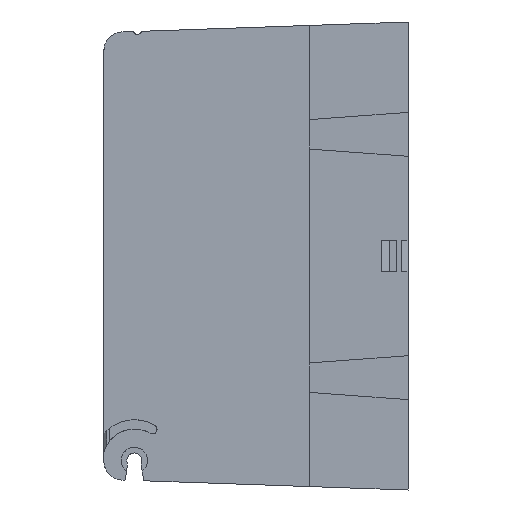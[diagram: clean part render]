
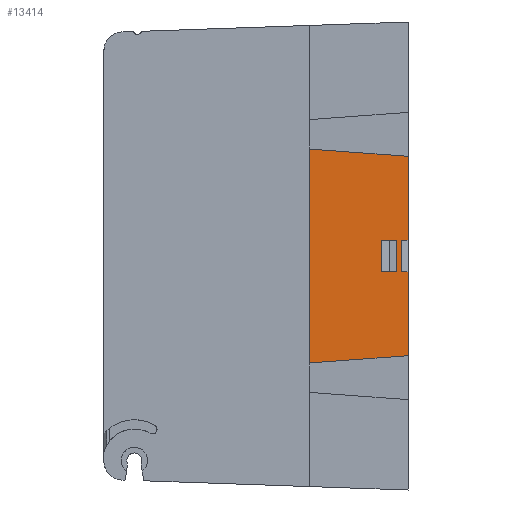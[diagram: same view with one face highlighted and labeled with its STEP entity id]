
A CAD part, left-side view. The second image highlights one B-rep face of the part: STEP entity #13414.
In plain terms, the highlighted planar face has unit normal (1, 0, 0).
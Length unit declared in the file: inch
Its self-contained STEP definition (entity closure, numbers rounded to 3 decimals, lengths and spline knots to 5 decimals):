
#127 = VERTEX_POINT ( 'NONE', #1856 ) ;
#290 = CARTESIAN_POINT ( 'NONE',  ( -0.9242, -1.5184, -0.17 ) ) ;
#782 = CARTESIAN_POINT ( 'NONE',  ( -0.9242, -1.8, -0.17 ) ) ;
#825 = CARTESIAN_POINT ( 'NONE',  ( -0.9242, -1.73, 0.17 ) ) ;
#915 = ORIENTED_EDGE ( 'NONE', *, *, #10374, .F. ) ;
#967 = DIRECTION ( 'NONE',  ( 0., 0., 1. ) ) ;
#1058 = EDGE_CURVE ( 'NONE', #127, #2748, #7290, .T. ) ;
#1064 = LINE ( 'NONE', #8671, #4858 ) ;
#1187 = EDGE_CURVE ( 'NONE', #3219, #18816, #9541, .T. ) ;
#1199 = FACE_OUTER_BOUND ( 'NONE', #6559, .T. ) ;
#1361 = EDGE_CURVE ( 'NONE', #2748, #13109, #9876, .T. ) ;
#1463 = VECTOR ( 'NONE', #12709, 39.37008 ) ;
#1856 = CARTESIAN_POINT ( 'NONE',  ( -0.9242, -1.68, 0.17 ) ) ;
#2341 = LINE ( 'NONE', #7727, #2399 ) ;
#2399 = VECTOR ( 'NONE', #7221, 39.37008 ) ;
#2580 = DIRECTION ( 'NONE',  ( 0., -1., 0. ) ) ;
#2748 = VERTEX_POINT ( 'NONE', #23741 ) ;
#3219 = VERTEX_POINT ( 'NONE', #782 ) ;
#3323 = CARTESIAN_POINT ( 'NONE',  ( -0.9242, -0.75, 0.17 ) ) ;
#3356 = ORIENTED_EDGE ( 'NONE', *, *, #25160, .F. ) ;
#3443 = ORIENTED_EDGE ( 'NONE', *, *, #3941, .F. ) ;
#3710 = ORIENTED_EDGE ( 'NONE', *, *, #20899, .F. ) ;
#3801 = DIRECTION ( 'NONE',  ( 0., 1., 0. ) ) ;
#3904 = CARTESIAN_POINT ( 'NONE',  ( -0.9242, -0.75, -0.17 ) ) ;
#3916 = CARTESIAN_POINT ( 'NONE',  ( -0.9242, -1.8, 0.17 ) ) ;
#3941 = EDGE_CURVE ( 'NONE', #11611, #3219, #14234, .T. ) ;
#4063 = VECTOR ( 'NONE', #13248, 39.37008 ) ;
#4295 = LINE ( 'NONE', #13614, #4063 ) ;
#4679 = VERTEX_POINT ( 'NONE', #3916 ) ;
#4858 = VECTOR ( 'NONE', #8617, 39.37008 ) ;
#6049 = DIRECTION ( 'NONE',  ( 0., 1., 0. ) ) ;
#6132 = VECTOR ( 'NONE', #6434, 39.37008 ) ;
#6142 = CARTESIAN_POINT ( 'NONE',  ( -0.9242, -1.73, -0.17 ) ) ;
#6256 = CARTESIAN_POINT ( 'NONE',  ( -0.9242, -0.75, -0.17 ) ) ;
#6418 = CARTESIAN_POINT ( 'NONE',  ( -0.9242, -0.75, -4.87979 ) ) ;
#6434 = DIRECTION ( 'NONE',  ( 0., -0.997, 0.074 ) ) ;
#6516 = DIRECTION ( 'NONE',  ( 0., 0., -1. ) ) ;
#6558 = CARTESIAN_POINT ( 'NONE',  ( -0.9242, -0.75, -1.14282 ) ) ;
#6559 = EDGE_LOOP ( 'NONE', ( #25184, #3443, #9122, #3356, #18865, #11831, #7449, #915 ) ) ;
#6661 = ORIENTED_EDGE ( 'NONE', *, *, #1361, .F. ) ;
#7221 = DIRECTION ( 'NONE',  ( 0., 0., 1. ) ) ;
#7290 = LINE ( 'NONE', #11725, #1463 ) ;
#7449 = ORIENTED_EDGE ( 'NONE', *, *, #16799, .F. ) ;
#7727 = CARTESIAN_POINT ( 'NONE',  ( -0.9242, -1.8, -2.25 ) ) ;
#8202 = AXIS2_PLACEMENT_3D ( 'NONE', #20188, #18006, #20264 ) ;
#8617 = DIRECTION ( 'NONE',  ( 0., 0., 1. ) ) ;
#8671 = CARTESIAN_POINT ( 'NONE',  ( -0.9242, -1.73, -2.21333 ) ) ;
#8710 = VERTEX_POINT ( 'NONE', #13496 ) ;
#9122 = ORIENTED_EDGE ( 'NONE', *, *, #20770, .F. ) ;
#9175 = CARTESIAN_POINT ( 'NONE',  ( -0.9242, -1.8, -1.065 ) ) ;
#9541 = LINE ( 'NONE', #6256, #12678 ) ;
#9617 = ORIENTED_EDGE ( 'NONE', *, *, #1058, .F. ) ;
#9876 = LINE ( 'NONE', #3904, #12725 ) ;
#10339 = VECTOR ( 'NONE', #6516, 39.37008 ) ;
#10374 = EDGE_CURVE ( 'NONE', #18816, #25407, #1064, .T. ) ;
#10665 = LINE ( 'NONE', #6558, #6132 ) ;
#11144 = VERTEX_POINT ( 'NONE', #18012 ) ;
#11321 = CARTESIAN_POINT ( 'NONE',  ( -0.9242, -1.8, 1.065 ) ) ;
#11414 = DIRECTION ( 'NONE',  ( 0., 0., 1. ) ) ;
#11611 = VERTEX_POINT ( 'NONE', #9175 ) ;
#11725 = CARTESIAN_POINT ( 'NONE',  ( -0.9242, -1.68, -2.21333 ) ) ;
#11831 = ORIENTED_EDGE ( 'NONE', *, *, #17139, .F. ) ;
#12678 = VECTOR ( 'NONE', #6049, 39.37008 ) ;
#12709 = DIRECTION ( 'NONE',  ( 0., 0., -1. ) ) ;
#12725 = VECTOR ( 'NONE', #3801, 39.37008 ) ;
#13109 = VERTEX_POINT ( 'NONE', #290 ) ;
#13248 = DIRECTION ( 'NONE',  ( 0., -1., 0. ) ) ;
#13414 = ADVANCED_FACE ( 'NONE', ( #24630, #1199 ), #20213, .F. ) ;
#13496 = CARTESIAN_POINT ( 'NONE',  ( -0.9242, -0.75, -1.14282 ) ) ;
#13614 = CARTESIAN_POINT ( 'NONE',  ( -0.9242, -0.75, 0.17 ) ) ;
#14127 = DIRECTION ( 'NONE',  ( 0., 0.997, 0.074 ) ) ;
#14234 = LINE ( 'NONE', #19420, #23942 ) ;
#14509 = VECTOR ( 'NONE', #2580, 39.37008 ) ;
#14794 = LINE ( 'NONE', #3323, #14509 ) ;
#15695 = EDGE_LOOP ( 'NONE', ( #6661, #9617, #3710, #23776 ) ) ;
#16424 = VECTOR ( 'NONE', #14127, 39.37008 ) ;
#16799 = EDGE_CURVE ( 'NONE', #25407, #4679, #4295, .T. ) ;
#17139 = EDGE_CURVE ( 'NONE', #4679, #19353, #2341, .T. ) ;
#17964 = CARTESIAN_POINT ( 'NONE',  ( -0.9242, -1.5184, 0.17 ) ) ;
#18006 = DIRECTION ( 'NONE',  ( -1., 0., 0. ) ) ;
#18012 = CARTESIAN_POINT ( 'NONE',  ( -0.9242, -0.75, 1.14282 ) ) ;
#18816 = VERTEX_POINT ( 'NONE', #6142 ) ;
#18865 = ORIENTED_EDGE ( 'NONE', *, *, #25862, .F. ) ;
#19058 = LINE ( 'NONE', #6418, #10339 ) ;
#19126 = LINE ( 'NONE', #11321, #16424 ) ;
#19353 = VERTEX_POINT ( 'NONE', #21861 ) ;
#19420 = CARTESIAN_POINT ( 'NONE',  ( -0.9242, -1.8, -2.25 ) ) ;
#19437 = VECTOR ( 'NONE', #11414, 39.37008 ) ;
#20188 = CARTESIAN_POINT ( 'NONE',  ( -0.9242, -0.75, -2.21333 ) ) ;
#20190 = LINE ( 'NONE', #21245, #19437 ) ;
#20213 = PLANE ( 'NONE',  #8202 ) ;
#20264 = DIRECTION ( 'NONE',  ( 0., 0., 1. ) ) ;
#20770 = EDGE_CURVE ( 'NONE', #8710, #11611, #10665, .T. ) ;
#20899 = EDGE_CURVE ( 'NONE', #22973, #127, #14794, .T. ) ;
#21245 = CARTESIAN_POINT ( 'NONE',  ( -0.9242, -1.5184, -2.21333 ) ) ;
#21861 = CARTESIAN_POINT ( 'NONE',  ( -0.9242, -1.8, 1.065 ) ) ;
#22539 = EDGE_CURVE ( 'NONE', #13109, #22973, #20190, .T. ) ;
#22973 = VERTEX_POINT ( 'NONE', #17964 ) ;
#23741 = CARTESIAN_POINT ( 'NONE',  ( -0.9242, -1.68, -0.17 ) ) ;
#23776 = ORIENTED_EDGE ( 'NONE', *, *, #22539, .F. ) ;
#23942 = VECTOR ( 'NONE', #967, 39.37008 ) ;
#24630 = FACE_BOUND ( 'NONE', #15695, .T. ) ;
#25160 = EDGE_CURVE ( 'NONE', #11144, #8710, #19058, .T. ) ;
#25184 = ORIENTED_EDGE ( 'NONE', *, *, #1187, .F. ) ;
#25407 = VERTEX_POINT ( 'NONE', #825 ) ;
#25862 = EDGE_CURVE ( 'NONE', #19353, #11144, #19126, .T. ) ;
